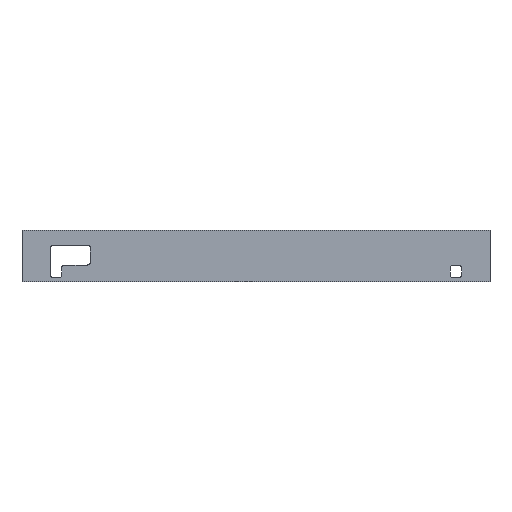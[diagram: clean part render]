
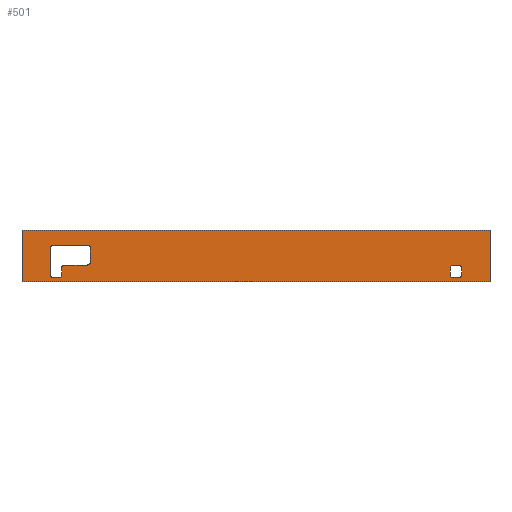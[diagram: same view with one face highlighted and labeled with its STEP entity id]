
A CAD part, top view. The second image highlights one B-rep face of the part: STEP entity #501.
In plain terms, the highlighted planar face has unit normal (0, 0, 1).
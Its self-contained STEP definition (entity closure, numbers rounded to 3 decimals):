
#14=FACE_BOUND('',#88,.T.);
#15=FACE_BOUND('',#89,.T.);
#21=CIRCLE('',#535,5.);
#23=CIRCLE('',#539,5.);
#25=CIRCLE('',#543,5.);
#27=CIRCLE('',#547,5.);
#29=CIRCLE('',#550,5.);
#30=CIRCLE('',#551,5.);
#31=CIRCLE('',#552,5.);
#32=CIRCLE('',#553,5.);
#33=CIRCLE('',#554,5.);
#34=CIRCLE('',#555,5.);
#61=FACE_OUTER_BOUND('',#87,.T.);
#87=EDGE_LOOP('',(#371,#372,#373,#374));
#88=EDGE_LOOP('',(#375,#376,#377,#378,#379,#380,#381,#382));
#89=EDGE_LOOP('',(#383,#384,#385,#386,#387,#388,#389,#390,#391,#392,#393,
#394));
#109=LINE('',#731,#161);
#111=LINE('',#735,#163);
#117=LINE('',#747,#169);
#122=LINE('',#762,#174);
#124=LINE('',#770,#176);
#128=LINE('',#782,#180);
#130=LINE('',#789,#182);
#131=LINE('',#790,#183);
#132=LINE('',#795,#184);
#133=LINE('',#799,#185);
#134=LINE('',#803,#186);
#135=LINE('',#807,#187);
#136=LINE('',#811,#188);
#137=LINE('',#814,#189);
#161=VECTOR('',#583,10.);
#163=VECTOR('',#587,10.);
#169=VECTOR('',#595,10.);
#174=VECTOR('',#608,10.);
#176=VECTOR('',#618,10.);
#180=VECTOR('',#630,10.);
#182=VECTOR('',#640,10.);
#183=VECTOR('',#641,10.);
#184=VECTOR('',#644,10.);
#185=VECTOR('',#647,10.);
#186=VECTOR('',#650,10.);
#187=VECTOR('',#653,10.);
#188=VECTOR('',#656,10.);
#189=VECTOR('',#659,10.);
#213=VERTEX_POINT('',#728);
#214=VERTEX_POINT('',#730);
#215=VERTEX_POINT('',#734);
#218=VERTEX_POINT('',#741);
#220=VERTEX_POINT('',#745);
#221=VERTEX_POINT('',#749);
#224=VERTEX_POINT('',#756);
#226=VERTEX_POINT('',#760);
#227=VERTEX_POINT('',#767);
#229=VERTEX_POINT('',#773);
#231=VERTEX_POINT('',#779);
#233=VERTEX_POINT('',#788);
#234=VERTEX_POINT('',#791);
#235=VERTEX_POINT('',#792);
#236=VERTEX_POINT('',#794);
#237=VERTEX_POINT('',#796);
#238=VERTEX_POINT('',#798);
#239=VERTEX_POINT('',#800);
#240=VERTEX_POINT('',#802);
#241=VERTEX_POINT('',#804);
#242=VERTEX_POINT('',#806);
#243=VERTEX_POINT('',#808);
#244=VERTEX_POINT('',#810);
#245=VERTEX_POINT('',#812);
#261=EDGE_CURVE('',#213,#214,#109,.T.);
#263=EDGE_CURVE('',#214,#215,#111,.T.);
#269=EDGE_CURVE('',#220,#218,#117,.T.);
#270=EDGE_CURVE('',#221,#220,#21,.T.);
#276=EDGE_CURVE('',#226,#224,#122,.T.);
#277=EDGE_CURVE('',#218,#226,#23,.T.);
#280=EDGE_CURVE('',#227,#221,#124,.T.);
#282=EDGE_CURVE('',#229,#227,#25,.T.);
#286=EDGE_CURVE('',#231,#229,#128,.T.);
#288=EDGE_CURVE('',#224,#231,#27,.T.);
#290=EDGE_CURVE('',#233,#213,#130,.T.);
#291=EDGE_CURVE('',#215,#233,#131,.T.);
#292=EDGE_CURVE('',#234,#235,#29,.T.);
#293=EDGE_CURVE('',#236,#234,#132,.T.);
#294=EDGE_CURVE('',#237,#236,#30,.T.);
#295=EDGE_CURVE('',#238,#237,#133,.T.);
#296=EDGE_CURVE('',#239,#238,#31,.T.);
#297=EDGE_CURVE('',#240,#239,#134,.T.);
#298=EDGE_CURVE('',#241,#240,#32,.T.);
#299=EDGE_CURVE('',#242,#241,#135,.T.);
#300=EDGE_CURVE('',#243,#242,#33,.T.);
#301=EDGE_CURVE('',#244,#243,#136,.T.);
#302=EDGE_CURVE('',#245,#244,#34,.T.);
#303=EDGE_CURVE('',#235,#245,#137,.T.);
#371=ORIENTED_EDGE('',*,*,#290,.F.);
#372=ORIENTED_EDGE('',*,*,#291,.F.);
#373=ORIENTED_EDGE('',*,*,#263,.F.);
#374=ORIENTED_EDGE('',*,*,#261,.F.);
#375=ORIENTED_EDGE('',*,*,#277,.F.);
#376=ORIENTED_EDGE('',*,*,#269,.F.);
#377=ORIENTED_EDGE('',*,*,#270,.F.);
#378=ORIENTED_EDGE('',*,*,#280,.F.);
#379=ORIENTED_EDGE('',*,*,#282,.F.);
#380=ORIENTED_EDGE('',*,*,#286,.F.);
#381=ORIENTED_EDGE('',*,*,#288,.F.);
#382=ORIENTED_EDGE('',*,*,#276,.F.);
#383=ORIENTED_EDGE('',*,*,#292,.F.);
#384=ORIENTED_EDGE('',*,*,#293,.F.);
#385=ORIENTED_EDGE('',*,*,#294,.F.);
#386=ORIENTED_EDGE('',*,*,#295,.F.);
#387=ORIENTED_EDGE('',*,*,#296,.F.);
#388=ORIENTED_EDGE('',*,*,#297,.F.);
#389=ORIENTED_EDGE('',*,*,#298,.F.);
#390=ORIENTED_EDGE('',*,*,#299,.F.);
#391=ORIENTED_EDGE('',*,*,#300,.F.);
#392=ORIENTED_EDGE('',*,*,#301,.F.);
#393=ORIENTED_EDGE('',*,*,#302,.F.);
#394=ORIENTED_EDGE('',*,*,#303,.F.);
#481=PLANE('',#549);
#501=ADVANCED_FACE('',(#61,#14,#15),#481,.F.);
#535=AXIS2_PLACEMENT_3D('',#750,#598,#599);
#539=AXIS2_PLACEMENT_3D('',#764,#611,#612);
#543=AXIS2_PLACEMENT_3D('',#774,#622,#623);
#547=AXIS2_PLACEMENT_3D('',#785,#634,#635);
#549=AXIS2_PLACEMENT_3D('',#787,#638,#639);
#550=AXIS2_PLACEMENT_3D('',#793,#642,#643);
#551=AXIS2_PLACEMENT_3D('',#797,#645,#646);
#552=AXIS2_PLACEMENT_3D('',#801,#648,#649);
#553=AXIS2_PLACEMENT_3D('',#805,#651,#652);
#554=AXIS2_PLACEMENT_3D('',#809,#654,#655);
#555=AXIS2_PLACEMENT_3D('',#813,#657,#658);
#583=DIRECTION('',(1.,0.,0.));
#587=DIRECTION('',(0.,-1.,0.));
#595=DIRECTION('',(0.,-1.,0.));
#598=DIRECTION('center_axis',(0.,0.,
1.));
#599=DIRECTION('ref_axis',(-0.707,0.707,0.));
#608=DIRECTION('',(1.,0.,0.));
#611=DIRECTION('center_axis',(0.,0.,
1.));
#612=DIRECTION('ref_axis',(-0.707,-0.707,0.));
#618=DIRECTION('',(-1.,0.,0.));
#622=DIRECTION('center_axis',(0.,0.,
1.));
#623=DIRECTION('ref_axis',(0.707,0.707,0.));
#630=DIRECTION('',(0.,1.,0.));
#634=DIRECTION('center_axis',(0.,0.,
1.));
#635=DIRECTION('ref_axis',(0.707,-0.707,0.));
#638=DIRECTION('center_axis',(0.,0.,
-1.));
#639=DIRECTION('ref_axis',(-1.,0.,0.));
#640=DIRECTION('',(0.,1.,0.));
#641=DIRECTION('',(-1.,0.,0.));
#642=DIRECTION('center_axis',(0.,0.,
-1.));
#643=DIRECTION('ref_axis',(-0.707,0.707,0.));
#644=DIRECTION('',(0.,1.,0.));
#645=DIRECTION('center_axis',(0.,0.,
1.));
#646=DIRECTION('ref_axis',(0.707,-0.707,0.));
#647=DIRECTION('',(1.,0.,0.));
#648=DIRECTION('center_axis',(0.,0.,
1.));
#649=DIRECTION('ref_axis',(-0.707,-0.707,0.));
#650=DIRECTION('',(0.,-1.,0.));
#651=DIRECTION('center_axis',(0.,0.,
1.));
#652=DIRECTION('ref_axis',(-0.707,0.707,0.));
#653=DIRECTION('',(-1.,0.,0.));
#654=DIRECTION('center_axis',(0.,0.,
1.));
#655=DIRECTION('ref_axis',(0.707,0.707,0.));
#656=DIRECTION('',(0.,1.,0.));
#657=DIRECTION('center_axis',(0.,0.,
1.));
#658=DIRECTION('ref_axis',(0.707,-0.707,0.));
#659=DIRECTION('',(1.,0.,0.));
#728=CARTESIAN_POINT('',(-312.99,99.995,-525.21));
#730=CARTESIAN_POINT('',(509.969,99.995,-525.21));
#731=CARTESIAN_POINT('',(-19.99,99.995,-525.21));
#734=CARTESIAN_POINT('',(509.969,9.995,-525.21));
#735=CARTESIAN_POINT('',(509.969,80.495,-525.21));
#741=CARTESIAN_POINT('',(439.969,21.345,-525.21));
#745=CARTESIAN_POINT('',(439.969,34.145,-525.21));
#747=CARTESIAN_POINT('',(439.969,16.345,-525.21));
#749=CARTESIAN_POINT('',(444.969,39.145,-525.21));
#750=CARTESIAN_POINT('Origin',(444.969,34.145,-525.21));
#756=CARTESIAN_POINT('',(454.969,16.345,-525.21));
#760=CARTESIAN_POINT('',(444.969,16.345,-525.21));
#762=CARTESIAN_POINT('',(459.969,16.345,-525.21));
#764=CARTESIAN_POINT('Origin',(444.969,21.345,-525.21));
#767=CARTESIAN_POINT('',(454.969,39.145,-525.21));
#770=CARTESIAN_POINT('',(439.969,39.145,-525.21));
#773=CARTESIAN_POINT('',(459.969,34.145,-525.21));
#774=CARTESIAN_POINT('Origin',(454.969,34.145,-525.21));
#779=CARTESIAN_POINT('',(459.969,21.345,-525.21));
#782=CARTESIAN_POINT('',(459.969,39.145,-525.21));
#785=CARTESIAN_POINT('Origin',(454.969,21.345,-525.21));
#787=CARTESIAN_POINT('Origin',(-48.01,45.245,-525.21));
#788=CARTESIAN_POINT('',(-312.99,9.995,-525.21));
#789=CARTESIAN_POINT('',(-312.99,9.995,-525.21));
#790=CARTESIAN_POINT('',(216.969,9.995,-525.21));
#791=CARTESIAN_POINT('',(-242.99,34.145,-525.21));
#792=CARTESIAN_POINT('',(-237.99,39.145,-525.21));
#793=CARTESIAN_POINT('Origin',(-237.99,34.145,-525.21));
#794=CARTESIAN_POINT('',(-242.99,21.345,-525.21));
#795=CARTESIAN_POINT('',(-242.99,16.345,-525.21));
#796=CARTESIAN_POINT('',(-247.99,16.345,-525.21));
#797=CARTESIAN_POINT('Origin',(-247.99,21.345,-525.21));
#798=CARTESIAN_POINT('',(-257.99,16.345,-525.21));
#799=CARTESIAN_POINT('',(-262.99,16.345,-525.21));
#800=CARTESIAN_POINT('',(-262.99,21.345,-525.21));
#801=CARTESIAN_POINT('Origin',(-257.99,21.345,-525.21));
#802=CARTESIAN_POINT('',(-262.99,69.145,-525.21));
#803=CARTESIAN_POINT('',(-262.99,39.145,-525.21));
#804=CARTESIAN_POINT('',(-257.99,74.145,-525.21));
#805=CARTESIAN_POINT('Origin',(-257.99,69.145,-525.21));
#806=CARTESIAN_POINT('',(-197.99,74.145,-525.21));
#807=CARTESIAN_POINT('',(-105.282,74.145,-525.21));
#808=CARTESIAN_POINT('',(-192.99,69.145,-525.21));
#809=CARTESIAN_POINT('Origin',(-197.99,69.145,-525.21));
#810=CARTESIAN_POINT('',(-192.99,44.145,-525.21));
#811=CARTESIAN_POINT('',(-192.99,9.995,-525.21));
#812=CARTESIAN_POINT('',(-197.99,39.145,-525.21));
#813=CARTESIAN_POINT('Origin',(-197.99,44.145,-525.21));
#814=CARTESIAN_POINT('',(-105.282,39.145,-525.21));
